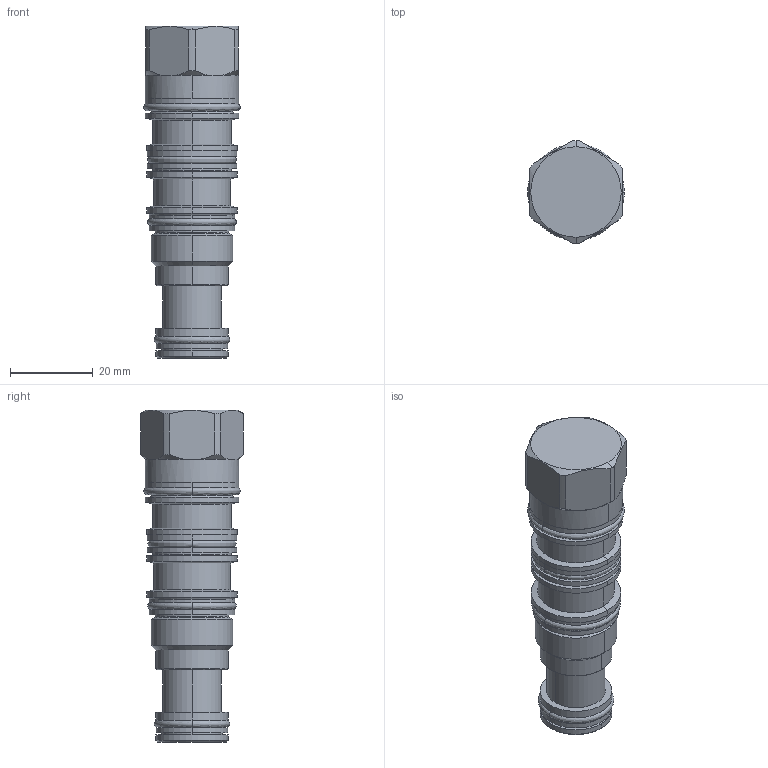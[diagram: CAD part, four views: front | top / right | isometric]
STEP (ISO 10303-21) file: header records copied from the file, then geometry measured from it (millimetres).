
FILE_DESCRIPTION((''),'2;1');
FILE_NAME('DRBRX-FN_PRT','2015-03-04T',('Administrator'),(''),'PRO/ENGINEER BY PARAMETRIC TECHNOLOGY CORPORATION, 2006240','PRO/ENGINEER BY PARAMETRIC TECHNOLOGY CORPORATION, 2006240','');
FILE_SCHEMA(('CONFIG_CONTROL_DESIGN'));
Length unit declared in the file: inch
Products named in the file (1): DRBRX-FN_PRT
Bounding box: 23.29 x 24.84 x 80.15 mm (x, y, z)
Volume: 23976.2 mm3; surface area: 9468.9 mm2
Topology: 4 solids, 4 shells, 202 faces, 447 edges, 272 vertices
Faces by surface type: cylinder 78, plane 44, torus 35, cone 31, revolution 14
Entity records: 6714 total; most frequent: CARTESIAN_POINT 2063, DIRECTION 1064, ORIENTED_EDGE 894, AXIS2_PLACEMENT_3D 467, EDGE_CURVE 447, CIRCLE 279, VERTEX_POINT 272, EDGE_LOOP 229
